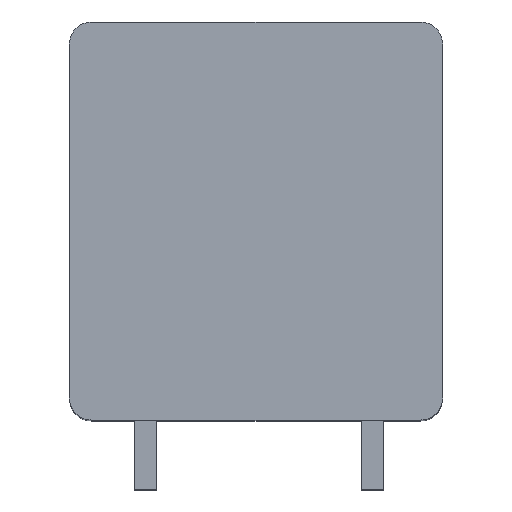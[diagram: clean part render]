
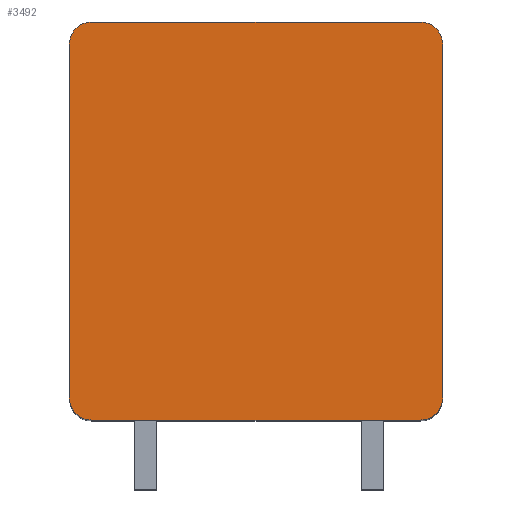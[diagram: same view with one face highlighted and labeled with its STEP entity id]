
A CAD part, top view. The second image highlights one B-rep face of the part: STEP entity #3492.
In plain terms, the highlighted planar face has unit normal (0, 0, 1).
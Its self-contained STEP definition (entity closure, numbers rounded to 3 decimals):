
#629=CARTESIAN_POINT('',(-5.95,6.4,2.5));
#630=DIRECTION('',(0.,0.,1.));
#631=DIRECTION('',(0.,1.,0.));
#632=AXIS2_PLACEMENT_3D('',#629,#630,#631);
#634=DIRECTION('',(-1.,0.,0.));
#635=VECTOR('',#634,11.9);
#636=CARTESIAN_POINT('',(5.95,7.2,2.5));
#637=LINE('',#636,#635);
#638=CARTESIAN_POINT('',(5.95,6.4,2.5));
#639=DIRECTION('',(0.,0.,1.));
#640=DIRECTION('',(1.,0.,0.));
#641=AXIS2_PLACEMENT_3D('',#638,#639,#640);
#643=DIRECTION('',(0.,1.,0.));
#644=VECTOR('',#643,12.8);
#645=CARTESIAN_POINT('',(6.75,-6.4,2.5));
#646=LINE('',#645,#644);
#647=CARTESIAN_POINT('',(5.95,-6.4,2.5));
#648=DIRECTION('',(0.,0.,1.));
#649=DIRECTION('',(0.,-1.,0.));
#650=AXIS2_PLACEMENT_3D('',#647,#648,#649);
#652=DIRECTION('',(1.,0.,0.));
#653=VECTOR('',#652,11.9);
#654=CARTESIAN_POINT('',(-5.95,-7.2,2.5));
#655=LINE('',#654,#653);
#656=CARTESIAN_POINT('',(-5.95,-6.4,2.5));
#657=DIRECTION('',(0.,0.,1.));
#658=DIRECTION('',(-1.,0.,0.));
#659=AXIS2_PLACEMENT_3D('',#656,#657,#658);
#661=DIRECTION('',(0.,-1.,0.));
#662=VECTOR('',#661,12.8);
#663=CARTESIAN_POINT('',(-6.75,6.4,2.5));
#664=LINE('',#663,#662);
#2437=CARTESIAN_POINT('',(-5.95,7.2,2.5));
#2438=VERTEX_POINT('',#2437);
#2439=CARTESIAN_POINT('',(-6.75,6.4,2.5));
#2440=VERTEX_POINT('',#2439);
#2445=CARTESIAN_POINT('',(6.75,6.4,2.5));
#2446=VERTEX_POINT('',#2445);
#2447=CARTESIAN_POINT('',(5.95,7.2,2.5));
#2448=VERTEX_POINT('',#2447);
#2453=CARTESIAN_POINT('',(-6.75,-6.4,2.5));
#2454=VERTEX_POINT('',#2453);
#2455=CARTESIAN_POINT('',(-5.95,-7.2,2.5));
#2456=VERTEX_POINT('',#2455);
#2461=CARTESIAN_POINT('',(5.95,-7.2,2.5));
#2462=VERTEX_POINT('',#2461);
#2463=CARTESIAN_POINT('',(6.75,-6.4,2.5));
#2464=VERTEX_POINT('',#2463);
#3477=CARTESIAN_POINT('',(0.,0.,2.5));
#3478=DIRECTION('',(0.,0.,1.));
#3479=DIRECTION('',(1.,0.,0.));
#3480=AXIS2_PLACEMENT_3D('',#3477,#3478,#3479);
#3481=PLANE('',#3480);
#3482=ORIENTED_EDGE('',*,*,#3077,.F.);
#3483=ORIENTED_EDGE('',*,*,#3093,.F.);
#3484=ORIENTED_EDGE('',*,*,#3202,.F.);
#3485=ORIENTED_EDGE('',*,*,#3217,.F.);
#3486=ORIENTED_EDGE('',*,*,#3310,.F.);
#3487=ORIENTED_EDGE('',*,*,#3323,.F.);
#3488=ORIENTED_EDGE('',*,*,#3418,.F.);
#3489=ORIENTED_EDGE('',*,*,#3430,.F.);
#3490=EDGE_LOOP('',(#3482,#3483,#3484,#3485,#3486,#3487,#3488,#3489));
#3491=FACE_OUTER_BOUND('',#3490,.F.);
#633=CIRCLE('',#632,0.8);
#642=CIRCLE('',#641,0.8);
#651=CIRCLE('',#650,0.8);
#660=CIRCLE('',#659,0.8);
#3077=EDGE_CURVE('',#2438,#2440,#633,.T.);
#3093=EDGE_CURVE('',#2448,#2438,#637,.T.);
#3202=EDGE_CURVE('',#2446,#2448,#642,.T.);
#3217=EDGE_CURVE('',#2464,#2446,#646,.T.);
#3310=EDGE_CURVE('',#2462,#2464,#651,.T.);
#3323=EDGE_CURVE('',#2456,#2462,#655,.T.);
#3418=EDGE_CURVE('',#2454,#2456,#660,.T.);
#3430=EDGE_CURVE('',#2440,#2454,#664,.T.);
#3492=ADVANCED_FACE('',(#3491),#3481,.T.);
